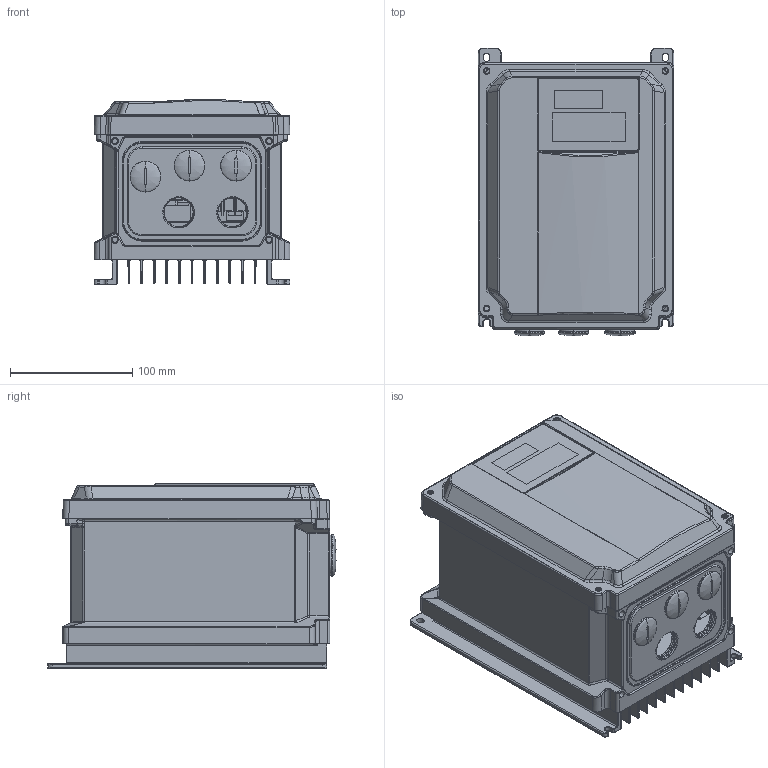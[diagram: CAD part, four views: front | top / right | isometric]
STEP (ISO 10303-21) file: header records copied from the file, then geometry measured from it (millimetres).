
FILE_DESCRIPTION (( 'STEP AP214' ), '1' );
FILE_NAME ('GS21X-20P5.STEP', '2020-03-10T21:30:49', ( '' ), ( '' ), 'SwSTEP 2.0', 'SolidWorks 2017', '' );
FILE_SCHEMA (( 'AUTOMOTIVE_DESIGN' ));
Length unit declared in the file: inch
Products named in the file (1): GS21X-20P5
Bounding box: 160 x 235.2 x 150.98 mm (x, y, z)
Volume: 871210 mm3; surface area: 537106.4 mm2
Topology: 26 solids, 26 shells, 4979 faces, 13438 edges, 8629 vertices
Faces by surface type: plane 3223, cylinder 1019, bspline 371, cone 194, torus 160, sphere 12
Entity records: 213382 total; most frequent: CARTESIAN_POINT 89906, ORIENTED_EDGE 26870, DIRECTION 21988, EDGE_CURVE 13435, LINE 9702, VECTOR 9702, VERTEX_POINT 8629, AXIS2_PLACEMENT_3D 6143
